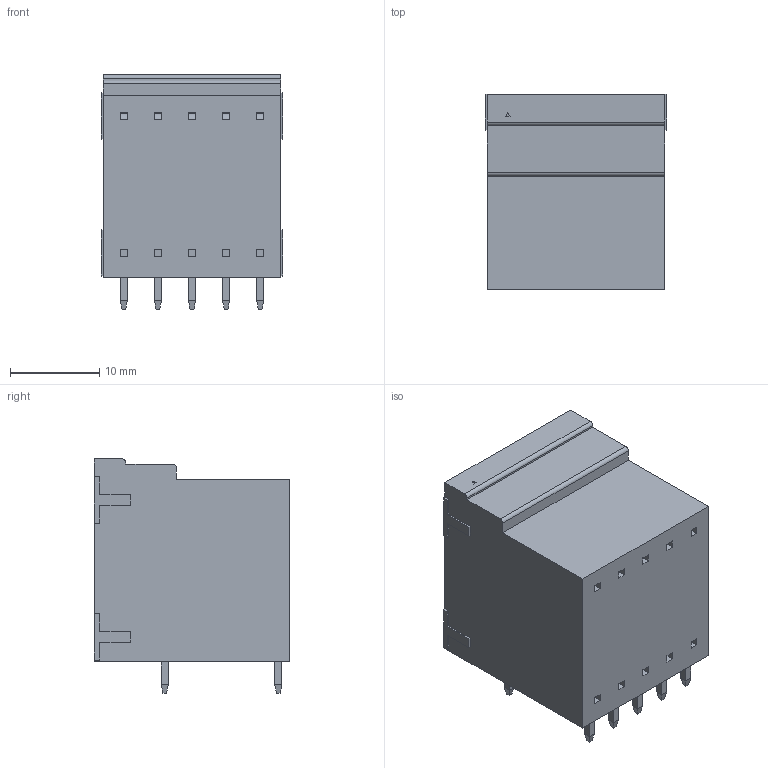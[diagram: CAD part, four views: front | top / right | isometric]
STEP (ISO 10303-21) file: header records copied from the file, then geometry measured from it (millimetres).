
FILE_DESCRIPTION (( 'STEP AP214' ), '1' );
FILE_NAME ('15EDGRH-3.81-10P-14-00AH.STEP', '2021-02-01T23:36:33', ( '' ), ( '' ), 'SwSTEP 2.0', 'SolidWorks 2020', '' );
FILE_SCHEMA (( 'AUTOMOTIVE_DESIGN' ));
Length unit declared in the file: millimetre
Products named in the file (1): 15EDGRH-3.81-10P-14-00AH
Bounding box: 20.28 x 21.8 x 26.2 mm (x, y, z)
Volume: 6784.5 mm3; surface area: 6518.1 mm2
Topology: 1 solids, 1 shells, 1108 faces, 2935 edges, 1910 vertices
Faces by surface type: plane 903, bspline 148, cylinder 37, torus 20
Entity records: 47188 total; most frequent: CARTESIAN_POINT 14218, ORIENTED_EDGE 5870, DIRECTION 4745, EDGE_CURVE 2935, LINE 2495, VECTOR 2495, VERTEX_POINT 1910, EDGE_LOOP 1199
